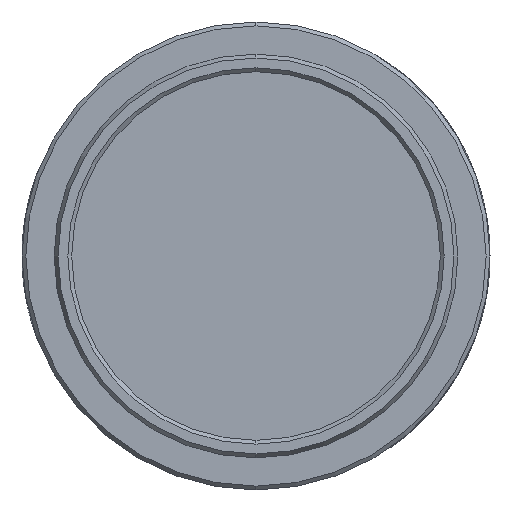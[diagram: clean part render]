
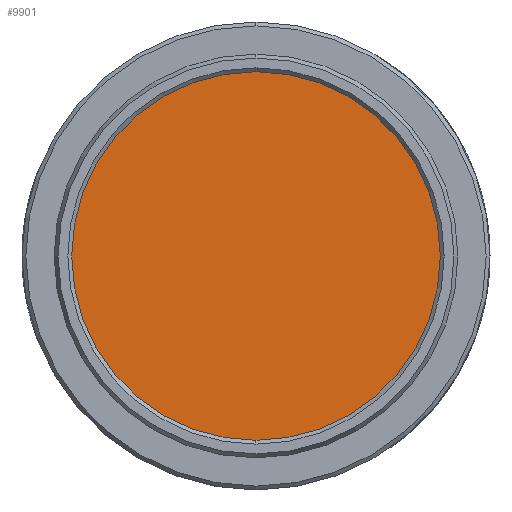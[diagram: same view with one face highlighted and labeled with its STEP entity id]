
A CAD part, left-side view. The second image highlights one B-rep face of the part: STEP entity #9901.
In plain terms, the highlighted planar face has unit normal (-1, 0, 0).
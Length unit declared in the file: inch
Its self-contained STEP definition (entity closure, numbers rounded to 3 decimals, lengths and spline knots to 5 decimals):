
#205 = DIRECTION ( 'NONE',  ( 1., 0., 0. ) ) ;
#1772 = AXIS2_PLACEMENT_3D ( 'NONE', #11391, #4547, #12539 ) ;
#2114 = CIRCLE ( 'NONE', #1772, 0.49722 ) ;
#3179 = CARTESIAN_POINT ( 'NONE',  ( 0.15, -0.45954, -0.18986 ) ) ;
#3898 = ORIENTED_EDGE ( 'NONE', *, *, #11733, .F. ) ;
#4547 = DIRECTION ( 'NONE',  ( 1., 0., 0. ) ) ;
#4822 = CARTESIAN_POINT ( 'NONE',  ( 0.15, 0., 0. ) ) ;
#5202 = VERTEX_POINT ( 'NONE', #5971 ) ;
#5967 = DIRECTION ( 'NONE',  ( 0., 0.924, 0.382 ) ) ;
#5971 = CARTESIAN_POINT ( 'NONE',  ( 0.15, 0.45954, 0.18986 ) ) ;
#6579 = EDGE_LOOP ( 'NONE', ( #7421, #3898 ) ) ;
#7421 = ORIENTED_EDGE ( 'NONE', *, *, #8917, .F. ) ;
#8200 = DIRECTION ( 'NONE',  ( 0., 0.924, 0.382 ) ) ;
#8759 = AXIS2_PLACEMENT_3D ( 'NONE', #12736, #205, #8200 ) ;
#8917 = EDGE_CURVE ( 'NONE', #5202, #9566, #10558, .T. ) ;
#9298 = PLANE ( 'NONE',  #8759 ) ;
#9566 = VERTEX_POINT ( 'NONE', #3179 ) ;
#9901 = ADVANCED_FACE ( 'NONE', ( #13761 ), #9298, .F. ) ;
#10558 = CIRCLE ( 'NONE', #10839, 0.49722 ) ;
#10839 = AXIS2_PLACEMENT_3D ( 'NONE', #4822, #12801, #5967 ) ;
#11391 = CARTESIAN_POINT ( 'NONE',  ( 0.15, 0., 0. ) ) ;
#11733 = EDGE_CURVE ( 'NONE', #9566, #5202, #2114, .T. ) ;
#12539 = DIRECTION ( 'NONE',  ( 0., 0.924, 0.382 ) ) ;
#12736 = CARTESIAN_POINT ( 'NONE',  ( 0.15, 0., 0. ) ) ;
#12801 = DIRECTION ( 'NONE',  ( 1., 0., 0. ) ) ;
#13761 = FACE_OUTER_BOUND ( 'NONE', #6579, .T. ) ;
